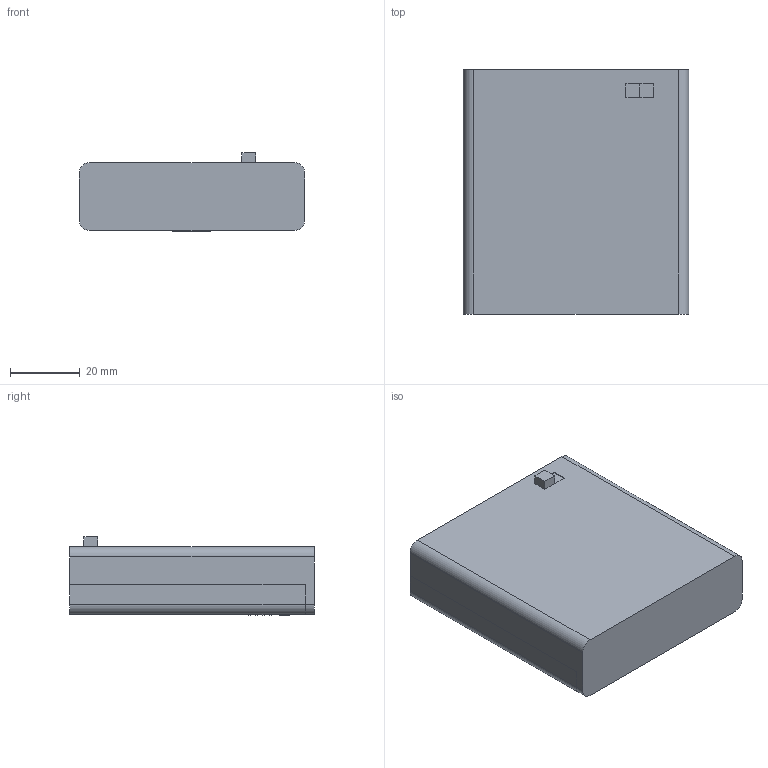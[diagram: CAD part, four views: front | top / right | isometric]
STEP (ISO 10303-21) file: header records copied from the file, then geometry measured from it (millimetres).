
FILE_DESCRIPTION(/* description */ (''),/* implementation_level */ '2;1');
FILE_NAME(/* name */ '830 Battery Holder 4xAA.step',/* time_stamp */ '2018-07-07T12:28:21-04:00',/* author */ ('Adafruit'),/* organization */ (''),/* preprocessor_version */ 'ST-DEVELOPER v17',/* originating_system */ 'Autodesk Translation Framework v7.1.0.215',/* authorisation */ '');
FILE_SCHEMA (('AUTOMOTIVE_DESIGN { 1 0 10303 214 3 1 1 }'));
Length unit declared in the file: millimetre
Products named in the file (1): 830 Battery Holder 4xAA
Bounding box: 64.6 x 70 x 22.5 mm (x, y, z)
Volume: 19964.8 mm3; surface area: 28984.1 mm2
Topology: 2 solids, 2 shells, 139 faces, 362 edges, 240 vertices
Faces by surface type: plane 93, bspline 31, cylinder 15
Full cylindrical faces by diameter (mm): 2.5 x1, 4 x1, 5.6 x1
Entity records: 4551 total; most frequent: CARTESIAN_POINT 1269, ORIENTED_EDGE 724, DIRECTION 548, EDGE_CURVE 362, LINE 270, VECTOR 270, VERTEX_POINT 240, EDGE_LOOP 156
